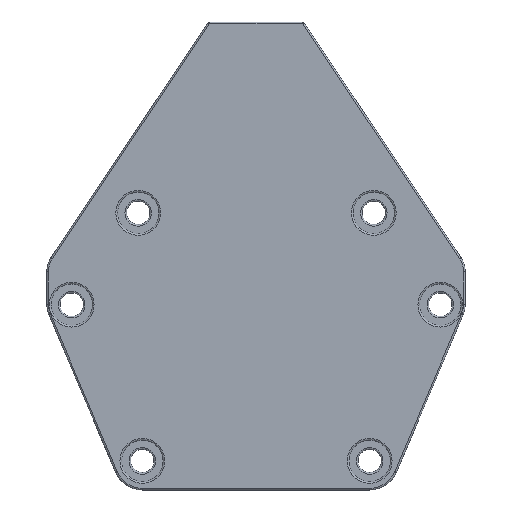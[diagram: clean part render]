
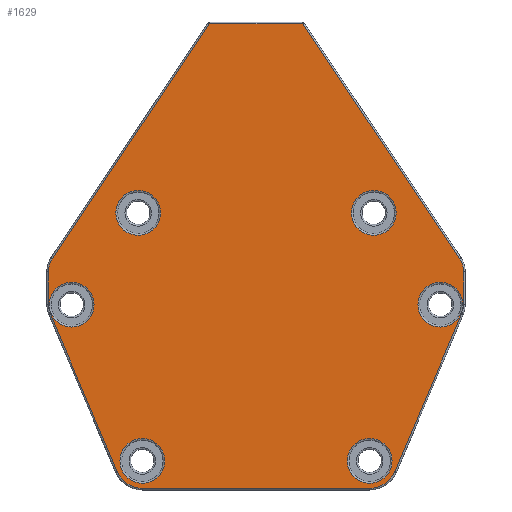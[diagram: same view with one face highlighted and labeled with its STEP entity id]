
A CAD part, top view. The second image highlights one B-rep face of the part: STEP entity #1629.
In plain terms, the highlighted planar face has unit normal (0, 0, 1).
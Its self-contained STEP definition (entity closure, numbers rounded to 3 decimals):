
#15=FACE_BOUND('',#210,.T.);
#16=FACE_BOUND('',#211,.T.);
#17=FACE_BOUND('',#212,.T.);
#18=FACE_BOUND('',#213,.T.);
#19=FACE_BOUND('',#214,.T.);
#20=FACE_BOUND('',#215,.T.);
#38=PLANE('',#1778);
#105=FACE_OUTER_BOUND('',#209,.T.);
#209=EDGE_LOOP('',(#1141,#1142,#1143,#1144,#1145,#1146,#1147,#1148,#1149,
#1150,#1151,#1152,#1153,#1154));
#210=EDGE_LOOP('',(#1155));
#211=EDGE_LOOP('',(#1156));
#212=EDGE_LOOP('',(#1157));
#213=EDGE_LOOP('',(#1158));
#214=EDGE_LOOP('',(#1159));
#215=EDGE_LOOP('',(#1160));
#337=LINE('',#2703,#433);
#340=LINE('',#2718,#436);
#342=LINE('',#2724,#438);
#343=LINE('',#2728,#439);
#344=LINE('',#2732,#440);
#345=LINE('',#2736,#441);
#346=LINE('',#2740,#442);
#347=LINE('',#2744,#443);
#433=VECTOR('',#2089,10.);
#436=VECTOR('',#2108,10.);
#438=VECTOR('',#2114,10.);
#439=VECTOR('',#2117,10.);
#440=VECTOR('',#2120,10.);
#441=VECTOR('',#2123,10.);
#442=VECTOR('',#2126,10.);
#443=VECTOR('',#2129,10.);
#538=CIRCLE('',#1779,2.8);
#539=CIRCLE('',#1780,2.8);
#540=CIRCLE('',#1781,3.3);
#541=CIRCLE('',#1782,3.3);
#542=CIRCLE('',#1783,2.8);
#543=CIRCLE('',#1784,2.8);
#544=CIRCLE('',#1785,2.7);
#545=CIRCLE('',#1786,2.7);
#546=CIRCLE('',#1787,2.7);
#547=CIRCLE('',#1788,2.7);
#548=CIRCLE('',#1789,2.7);
#549=CIRCLE('',#1790,2.7);
#697=VERTEX_POINT('',#2697);
#699=VERTEX_POINT('',#2701);
#703=VERTEX_POINT('',#2717);
#705=VERTEX_POINT('',#2723);
#706=VERTEX_POINT('',#2725);
#707=VERTEX_POINT('',#2727);
#708=VERTEX_POINT('',#2729);
#709=VERTEX_POINT('',#2731);
#710=VERTEX_POINT('',#2733);
#711=VERTEX_POINT('',#2735);
#712=VERTEX_POINT('',#2737);
#713=VERTEX_POINT('',#2739);
#714=VERTEX_POINT('',#2741);
#715=VERTEX_POINT('',#2743);
#716=VERTEX_POINT('',#2746);
#717=VERTEX_POINT('',#2748);
#718=VERTEX_POINT('',#2750);
#719=VERTEX_POINT('',#2752);
#720=VERTEX_POINT('',#2754);
#721=VERTEX_POINT('',#2756);
#863=EDGE_CURVE('',#699,#697,#337,.T.);
#870=EDGE_CURVE('',#697,#703,#340,.T.);
#873=EDGE_CURVE('',#705,#699,#342,.T.);
#874=EDGE_CURVE('',#706,#705,#538,.T.);
#875=EDGE_CURVE('',#707,#706,#343,.T.);
#876=EDGE_CURVE('',#708,#707,#539,.T.);
#877=EDGE_CURVE('',#709,#708,#344,.T.);
#878=EDGE_CURVE('',#710,#709,#540,.T.);
#879=EDGE_CURVE('',#711,#710,#345,.T.);
#880=EDGE_CURVE('',#712,#711,#541,.T.);
#881=EDGE_CURVE('',#713,#712,#346,.T.);
#882=EDGE_CURVE('',#714,#713,#542,.T.);
#883=EDGE_CURVE('',#715,#714,#347,.T.);
#884=EDGE_CURVE('',#703,#715,#543,.T.);
#885=EDGE_CURVE('',#716,#716,#544,.T.);
#886=EDGE_CURVE('',#717,#717,#545,.T.);
#887=EDGE_CURVE('',#718,#718,#546,.T.);
#888=EDGE_CURVE('',#719,#719,#547,.T.);
#889=EDGE_CURVE('',#720,#720,#548,.T.);
#890=EDGE_CURVE('',#721,#721,#549,.T.);
#1141=ORIENTED_EDGE('',*,*,#863,.F.);
#1142=ORIENTED_EDGE('',*,*,#873,.F.);
#1143=ORIENTED_EDGE('',*,*,#874,.F.);
#1144=ORIENTED_EDGE('',*,*,#875,.F.);
#1145=ORIENTED_EDGE('',*,*,#876,.F.);
#1146=ORIENTED_EDGE('',*,*,#877,.F.);
#1147=ORIENTED_EDGE('',*,*,#878,.F.);
#1148=ORIENTED_EDGE('',*,*,#879,.F.);
#1149=ORIENTED_EDGE('',*,*,#880,.F.);
#1150=ORIENTED_EDGE('',*,*,#881,.F.);
#1151=ORIENTED_EDGE('',*,*,#882,.F.);
#1152=ORIENTED_EDGE('',*,*,#883,.F.);
#1153=ORIENTED_EDGE('',*,*,#884,.F.);
#1154=ORIENTED_EDGE('',*,*,#870,.F.);
#1155=ORIENTED_EDGE('',*,*,#885,.F.);
#1156=ORIENTED_EDGE('',*,*,#886,.F.);
#1157=ORIENTED_EDGE('',*,*,#887,.F.);
#1158=ORIENTED_EDGE('',*,*,#888,.F.);
#1159=ORIENTED_EDGE('',*,*,#889,.F.);
#1160=ORIENTED_EDGE('',*,*,#890,.F.);
#1629=ADVANCED_FACE('',(#105,#15,#16,#17,#18,#19,#20),#38,.T.);
#1778=AXIS2_PLACEMENT_3D('',#2722,#2112,#2113);
#1779=AXIS2_PLACEMENT_3D('',#2726,#2115,#2116);
#1780=AXIS2_PLACEMENT_3D('',#2730,#2118,#2119);
#1781=AXIS2_PLACEMENT_3D('',#2734,#2121,#2122);
#1782=AXIS2_PLACEMENT_3D('',#2738,#2124,#2125);
#1783=AXIS2_PLACEMENT_3D('',#2742,#2127,#2128);
#1784=AXIS2_PLACEMENT_3D('',#2745,#2130,#2131);
#1785=AXIS2_PLACEMENT_3D('',#2747,#2132,#2133);
#1786=AXIS2_PLACEMENT_3D('',#2749,#2134,#2135);
#1787=AXIS2_PLACEMENT_3D('',#2751,#2136,#2137);
#1788=AXIS2_PLACEMENT_3D('',#2753,#2138,#2139);
#1789=AXIS2_PLACEMENT_3D('',#2755,#2140,#2141);
#1790=AXIS2_PLACEMENT_3D('',#2757,#2142,#2143);
#2089=DIRECTION('',(1.,0.,0.));
#2108=DIRECTION('',(0.556,-0.831,0.));
#2112=DIRECTION('center_axis',(0.,0.,1.));
#2113=DIRECTION('ref_axis',(1.,0.,0.));
#2114=DIRECTION('',(0.556,0.831,0.));
#2115=DIRECTION('center_axis',(0.,0.,-1.));
#2116=DIRECTION('ref_axis',(-0.957,0.29,0.));
#2117=DIRECTION('',(0.,1.,0.));
#2118=DIRECTION('center_axis',(0.,0.,-1.));
#2119=DIRECTION('ref_axis',(-0.98,-0.199,0.));
#2120=DIRECTION('',(-0.39,0.921,0.));
#2121=DIRECTION('center_axis',(0.,0.,-1.));
#2122=DIRECTION('ref_axis',(-0.552,-0.834,0.));
#2123=DIRECTION('',(-1.,0.,0.));
#2124=DIRECTION('center_axis',(0.,0.,-1.));
#2125=DIRECTION('ref_axis',(0.552,-0.834,0.));
#2126=DIRECTION('',(-0.39,-0.921,0.));
#2127=DIRECTION('center_axis',(0.,0.,-1.));
#2128=DIRECTION('ref_axis',(0.98,-0.199,0.));
#2129=DIRECTION('',(0.,-1.,0.));
#2130=DIRECTION('center_axis',(0.,0.,-1.));
#2131=DIRECTION('ref_axis',(0.957,0.29,0.));
#2132=DIRECTION('center_axis',(0.,0.,1.));
#2133=DIRECTION('ref_axis',(-1.,0.,0.));
#2134=DIRECTION('center_axis',(0.,0.,1.));
#2135=DIRECTION('ref_axis',(-1.,0.,0.));
#2136=DIRECTION('center_axis',(0.,0.,1.));
#2137=DIRECTION('ref_axis',(-1.,0.,0.));
#2138=DIRECTION('center_axis',(0.,0.,1.));
#2139=DIRECTION('ref_axis',(-1.,0.,0.));
#2140=DIRECTION('center_axis',(0.,0.,1.));
#2141=DIRECTION('ref_axis',(-1.,0.,0.));
#2142=DIRECTION('center_axis',(0.,0.,1.));
#2143=DIRECTION('ref_axis',(-1.,0.,0.));
#2697=CARTESIAN_POINT('',(4.791,114.8,2.5));
#2701=CARTESIAN_POINT('',(-6.402,114.8,2.5));
#2703=CARTESIAN_POINT('',(1.926,114.8,2.5));
#2717=CARTESIAN_POINT('',(23.731,86.469,2.5));
#2718=CARTESIAN_POINT('',(7.395,110.904,2.5));
#2722=CARTESIAN_POINT('Origin',(-0.806,92.782,2.5));
#2723=CARTESIAN_POINT('',(-25.343,86.469,2.5));
#2724=CARTESIAN_POINT('',(-9.007,110.904,2.5));
#2725=CARTESIAN_POINT('',(-25.815,84.913,2.5));
#2726=CARTESIAN_POINT('Origin',(-23.015,84.913,2.5));
#2727=CARTESIAN_POINT('',(-25.815,80.938,2.5));
#2728=CARTESIAN_POINT('',(-25.815,89.302,2.5));
#2729=CARTESIAN_POINT('',(-25.593,79.847,2.5));
#2730=CARTESIAN_POINT('Origin',(-23.015,80.938,2.5));
#2731=CARTESIAN_POINT('',(-17.54,60.827,2.5));
#2732=CARTESIAN_POINT('',(-22.005,71.371,2.5));
#2733=CARTESIAN_POINT('',(-14.501,58.813,2.5));
#2734=CARTESIAN_POINT('Origin',(-14.501,62.113,2.5));
#2735=CARTESIAN_POINT('',(12.889,58.813,2.5));
#2736=CARTESIAN_POINT('',(-7.653,58.813,2.5));
#2737=CARTESIAN_POINT('',(15.928,60.827,2.5));
#2738=CARTESIAN_POINT('Origin',(12.889,62.113,2.5));
#2739=CARTESIAN_POINT('',(23.982,79.847,2.5));
#2740=CARTESIAN_POINT('',(24.538,81.161,2.5));
#2741=CARTESIAN_POINT('',(24.203,80.938,2.5));
#2742=CARTESIAN_POINT('Origin',(21.403,80.938,2.5));
#2743=CARTESIAN_POINT('',(24.203,84.913,2.5));
#2744=CARTESIAN_POINT('',(24.203,87.783,2.5));
#2745=CARTESIAN_POINT('Origin',(21.403,84.913,2.5));
#2746=CARTESIAN_POINT('',(16.088,92.,2.5));
#2747=CARTESIAN_POINT('Origin',(13.388,92.,2.5));
#2748=CARTESIAN_POINT('',(15.589,62.113,2.5));
#2749=CARTESIAN_POINT('Origin',(12.889,62.113,2.5));
#2750=CARTESIAN_POINT('',(-11.801,62.113,2.5));
#2751=CARTESIAN_POINT('Origin',(-14.501,62.113,2.5));
#2752=CARTESIAN_POINT('',(-20.315,80.938,2.5));
#2753=CARTESIAN_POINT('Origin',(-23.015,80.938,2.5));
#2754=CARTESIAN_POINT('',(-12.3,92.,2.5));
#2755=CARTESIAN_POINT('Origin',(-15.,92.,2.5));
#2756=CARTESIAN_POINT('',(24.103,80.938,2.5));
#2757=CARTESIAN_POINT('Origin',(21.403,80.938,2.5));
